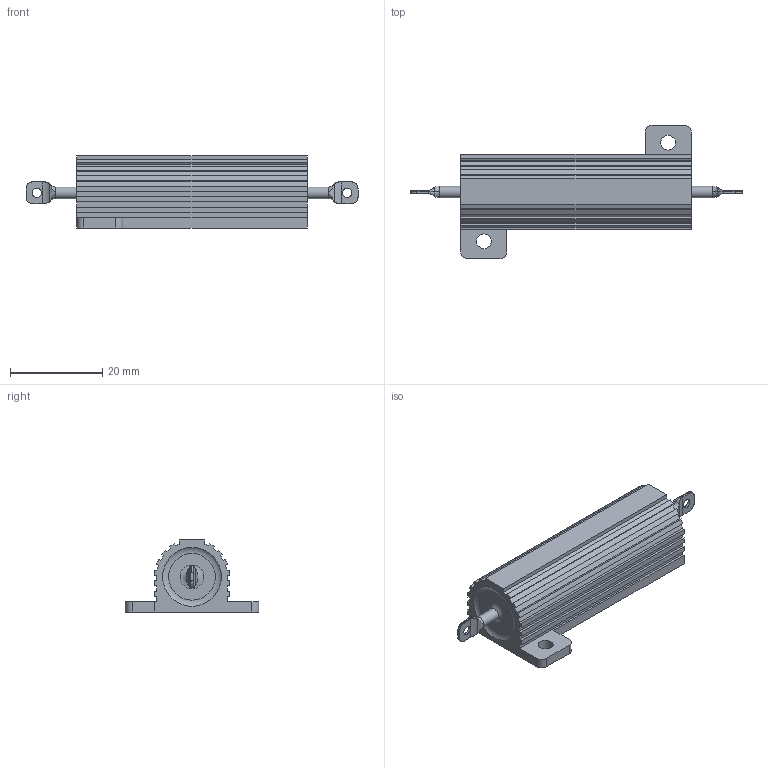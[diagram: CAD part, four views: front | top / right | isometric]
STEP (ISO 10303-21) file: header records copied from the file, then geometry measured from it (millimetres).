
FILE_DESCRIPTION(('FreeCAD Model'),'2;1');
FILE_NAME('Open CASCADE Shape Model','2025-05-24T18:10:34',(''),(''), 'Open CASCADE STEP processor 7.8','FreeCAD','Unknown');
FILE_SCHEMA(('AUTOMOTIVE_DESIGN { 1 0 10303 214 1 1 1 1 }'));
Length unit declared in the file: millimetre
Products named in the file (4): 50W 2Ohm Power Resistor; Body; Body001; Body002
Assembly tree (3 placements, depth 2):
  50W 2Ohm Power Resistor
    Body
    Body001
    Body002
Bounding box: 72 x 28.96 x 15.62 mm (x, y, z)
Volume: 11292.9 mm3; surface area: 9281.1 mm2
Topology: 3 solids, 3 shells, 120 faces, 326 edges, 212 vertices
Faces by surface type: plane 72, cylinder 26, revolution 12, torus 10
Full cylindrical faces by diameter (mm): 2 x2, 2.5 x2, 3.2 x2, 12.75 x2
Entity records: 4635 total; most frequent: CARTESIAN_POINT 1493, ORIENTED_EDGE 652, DIRECTION 600, EDGE_CURVE 326, LINE 220, VECTOR 220, VERTEX_POINT 212, AXIS2_PLACEMENT_3D 184
